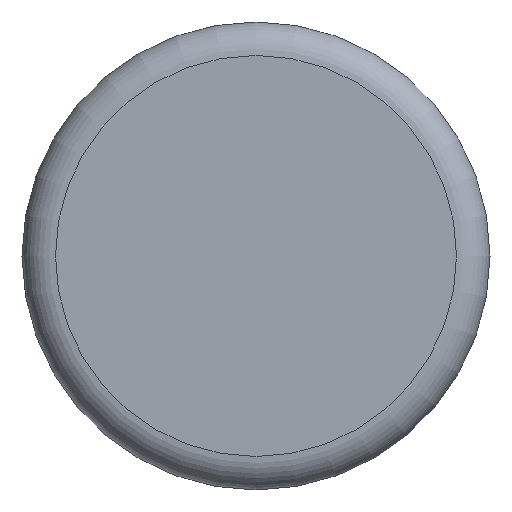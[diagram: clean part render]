
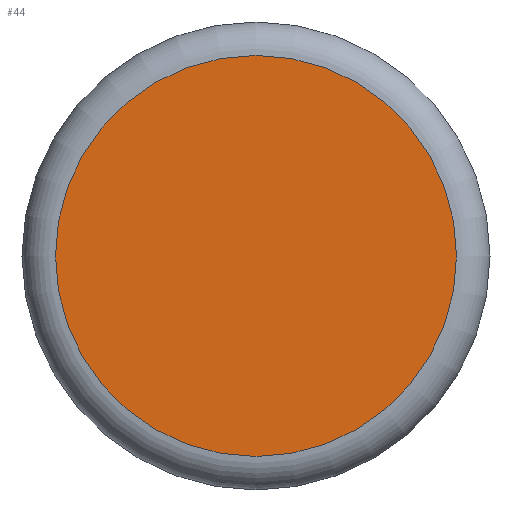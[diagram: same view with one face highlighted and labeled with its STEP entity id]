
A CAD part, top view. The second image highlights one B-rep face of the part: STEP entity #44.
In plain terms, the highlighted planar face has unit normal (0, 0, 1).
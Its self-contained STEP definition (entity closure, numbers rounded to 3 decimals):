
#44 = ADVANCED_FACE( '', ( #92 ), #93, .T. );
#92 = FACE_OUTER_BOUND( '', #145, .T. );
#93 = PLANE( '', #146 );
#145 = EDGE_LOOP( '', ( #200 ) );
#146 = AXIS2_PLACEMENT_3D( '', #201, #202, #203 );
#200 = ORIENTED_EDGE( '', *, *, #248, .T. );
#201 = CARTESIAN_POINT( '', ( 0., 0., 42.5 ) );
#202 = DIRECTION( '', ( 0., 0., 1. ) );
#203 = DIRECTION( '', ( 1., 0., 0. ) );
#248 = EDGE_CURVE( '', #272, #272, #273, .T. );
#272 = VERTEX_POINT( '', #306 );
#273 = CIRCLE( '', #307, 11.985 );
#306 = CARTESIAN_POINT( '', ( 11.985, 0., 42.5 ) );
#307 = AXIS2_PLACEMENT_3D( '', #340, #341, #342 );
#340 = CARTESIAN_POINT( '', ( 0., 0., 42.5 ) );
#341 = DIRECTION( '', ( 0., 0., 1. ) );
#342 = DIRECTION( '', ( 1., 0., 0. ) );
